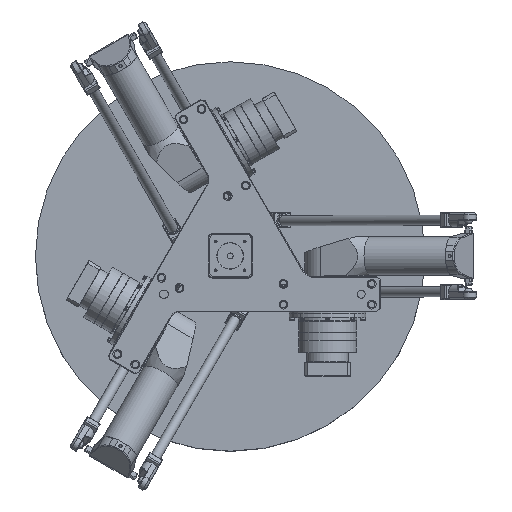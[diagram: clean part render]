
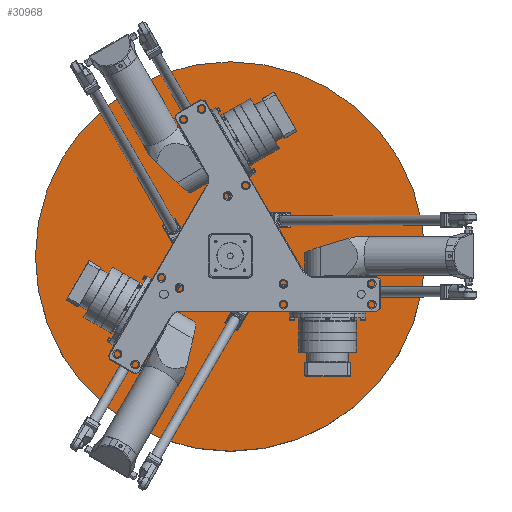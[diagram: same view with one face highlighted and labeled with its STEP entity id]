
A CAD part, top view. The second image highlights one B-rep face of the part: STEP entity #30968.
In plain terms, the highlighted face is planar.
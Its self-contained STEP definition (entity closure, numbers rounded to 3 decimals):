
#3137=PLANE('',#34310);
#5366=FACE_OUTER_BOUND('',#7454,.T.);
#7454=EDGE_LOOP('',(#29002));
#13652=CIRCLE('',#34308,300.);
#16348=VERTEX_POINT('',#63046);
#20565=EDGE_CURVE('',#16348,#16348,#13652,.T.);
#29002=ORIENTED_EDGE('',*,*,#20565,.T.);
#30968=ADVANCED_FACE('',(#5366),#3137,.T.);
#34308=AXIS2_PLACEMENT_3D('',#63047,#42719,#42720);
#34310=AXIS2_PLACEMENT_3D('',#63051,#42724,#42725);
#42719=DIRECTION('center_axis',(0.,1.,0.));
#42720=DIRECTION('ref_axis',(-1.,0.,0.));
#42724=DIRECTION('center_axis',(0.,1.,0.));
#42725=DIRECTION('ref_axis',(0.,0.,1.));
#63046=CARTESIAN_POINT('',(300.,250.,0.));
#63047=CARTESIAN_POINT('Origin',(0.,250.,0.));
#63051=CARTESIAN_POINT('Origin',(-150.,250.,0.));
